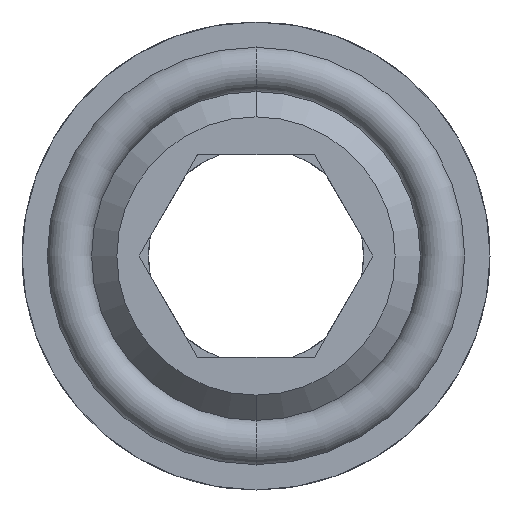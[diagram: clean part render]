
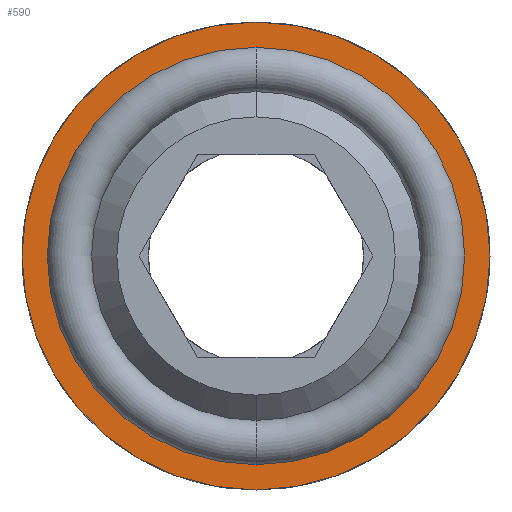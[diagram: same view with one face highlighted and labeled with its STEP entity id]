
A CAD part, front view. The second image highlights one B-rep face of the part: STEP entity #590.
In plain terms, the highlighted planar face has unit normal (0, -1, 0).
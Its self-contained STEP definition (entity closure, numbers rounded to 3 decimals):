
#68 = VERTEX_POINT ( 'NONE', #843 ) ;
#70 = EDGE_CURVE ( 'NONE', #71, #68, #773, .T. ) ;
#71 = VERTEX_POINT ( 'NONE', #768 ) ;
#194 = VERTEX_POINT ( 'NONE', #1122 ) ;
#196 = EDGE_CURVE ( 'NONE', #194, #197, #1121, .T. ) ;
#197 = VERTEX_POINT ( 'NONE', #1116 ) ;
#396 = EDGE_CURVE ( 'NONE', #68, #71, #1369, .T. ) ;
#590 = ADVANCED_FACE ( 'NONE', ( #1665, #1664 ), #1671, .T. ) ;
#591 = EDGE_LOOP ( 'NONE', ( #592, #593 ) ) ;
#592 = ORIENTED_EDGE ( 'NONE', *, *, #70, .T. ) ;
#593 = ORIENTED_EDGE ( 'NONE', *, *, #396, .T. ) ;
#594 = EDGE_LOOP ( 'NONE', ( #595, #597 ) ) ;
#595 = ORIENTED_EDGE ( 'NONE', *, *, #596, .F. ) ;
#596 = EDGE_CURVE ( 'NONE', #197, #194, #1658, .T. ) ;
#597 = ORIENTED_EDGE ( 'NONE', *, *, #196, .F. ) ;
#768 = CARTESIAN_POINT ( 'NONE',  ( 0., 8., -9.25 ) ) ;
#769 = DIRECTION ( 'NONE',  ( 0., 0., -1. ) ) ;
#770 = DIRECTION ( 'NONE',  ( 0., -1., 0. ) ) ;
#771 = CARTESIAN_POINT ( 'NONE',  ( 0., 8., 0. ) ) ;
#772 = AXIS2_PLACEMENT_3D ( 'NONE', #771, #770, #769 ) ;
#773 = CIRCLE ( 'NONE', #772, 9.25 ) ;
#843 = CARTESIAN_POINT ( 'NONE',  ( 0., 8., 9.25 ) ) ;
#1116 = CARTESIAN_POINT ( 'NONE',  ( 0., 8., -8.25 ) ) ;
#1117 = DIRECTION ( 'NONE',  ( 0., 0., -1. ) ) ;
#1118 = DIRECTION ( 'NONE',  ( 0., -1., 0. ) ) ;
#1119 = CARTESIAN_POINT ( 'NONE',  ( 0., 8., 0. ) ) ;
#1120 = AXIS2_PLACEMENT_3D ( 'NONE', #1119, #1118, #1117 ) ;
#1121 = CIRCLE ( 'NONE', #1120, 8.25 ) ;
#1122 = CARTESIAN_POINT ( 'NONE',  ( 0., 8., 8.25 ) ) ;
#1215 = DIRECTION ( 'NONE',  ( 0., 0., -1. ) ) ;
#1216 = DIRECTION ( 'NONE',  ( 0., -1., 0. ) ) ;
#1217 = CARTESIAN_POINT ( 'NONE',  ( 0., 8., 0. ) ) ;
#1365 = AXIS2_PLACEMENT_3D ( 'NONE', #1217, #1216, #1215 ) ;
#1369 = CIRCLE ( 'NONE', #1365, 9.25 ) ;
#1655 = DIRECTION ( 'NONE',  ( 0., 0., -1. ) ) ;
#1656 = DIRECTION ( 'NONE',  ( 0., -1., 0. ) ) ;
#1657 = AXIS2_PLACEMENT_3D ( 'NONE', #1661, #1656, #1655 ) ;
#1658 = CIRCLE ( 'NONE', #1657, 8.25 ) ;
#1659 = DIRECTION ( 'NONE',  ( 0., 0., -1. ) ) ;
#1660 = DIRECTION ( 'NONE',  ( 0., -1., 0. ) ) ;
#1661 = CARTESIAN_POINT ( 'NONE',  ( 0., 8., 0. ) ) ;
#1662 = CARTESIAN_POINT ( 'NONE',  ( 9.25, 8., 0. ) ) ;
#1663 = AXIS2_PLACEMENT_3D ( 'NONE', #1662, #1660, #1659 ) ;
#1664 = FACE_BOUND ( 'NONE', #594, .T. ) ;
#1665 = FACE_OUTER_BOUND ( 'NONE', #591, .T. ) ;
#1671 = PLANE ( 'NONE',  #1663 ) ;
